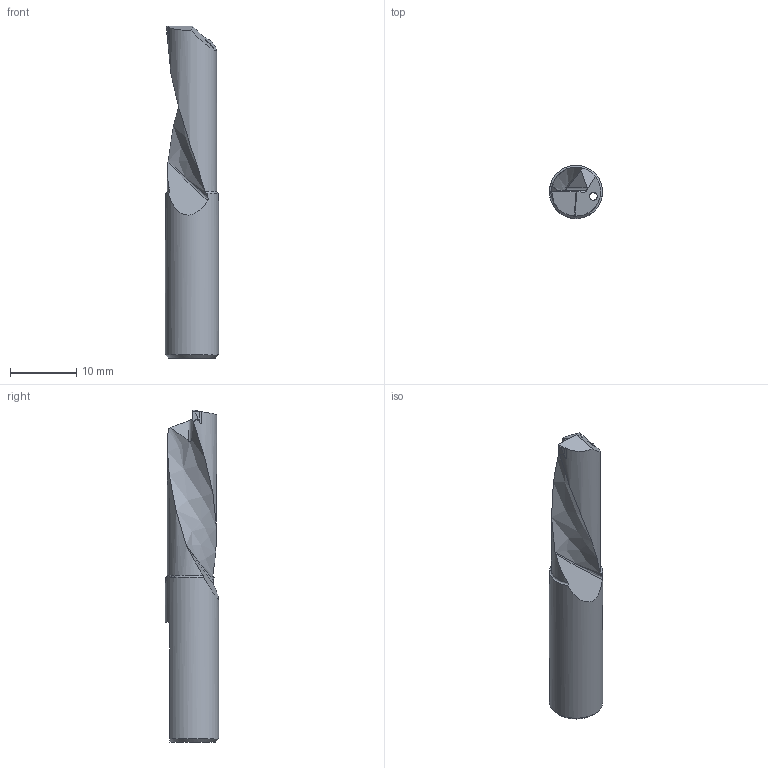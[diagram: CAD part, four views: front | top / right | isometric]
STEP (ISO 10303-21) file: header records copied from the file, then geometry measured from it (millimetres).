
FILE_DESCRIPTION (( 'STEP AP203' ), '1' );
FILE_NAME ('LDT.8-25.step', '2024-06-06T07:28:36', ( '' ), ( '' ), 'SwSTEP 2.0', 'SolidWorks 2022', '' );
FILE_SCHEMA (( 'CONFIG_CONTROL_DESIGN' ));
Length unit declared in the file: millimetre
Products named in the file (1): LDT.8-25
Bounding box: 8 x 8 x 50 mm (x, y, z)
Volume: 1929.6 mm3; surface area: 1413.3 mm2
Topology: 1 solids, 1 shells, 27 faces, 75 edges, 50 vertices
Faces by surface type: plane 12, cylinder 10, bspline 2, torus 2, cone 1
Full cylindrical faces by diameter (mm): 1.2 x1, 8 x1
Entity records: 1142 total; most frequent: CARTESIAN_POINT 510, ORIENTED_EDGE 136, DIRECTION 86, EDGE_CURVE 68, VERTEX_POINT 46, AXIS2_PLACEMENT_3D 32, EDGE_LOOP 30, FACE_OUTER_BOUND 28
